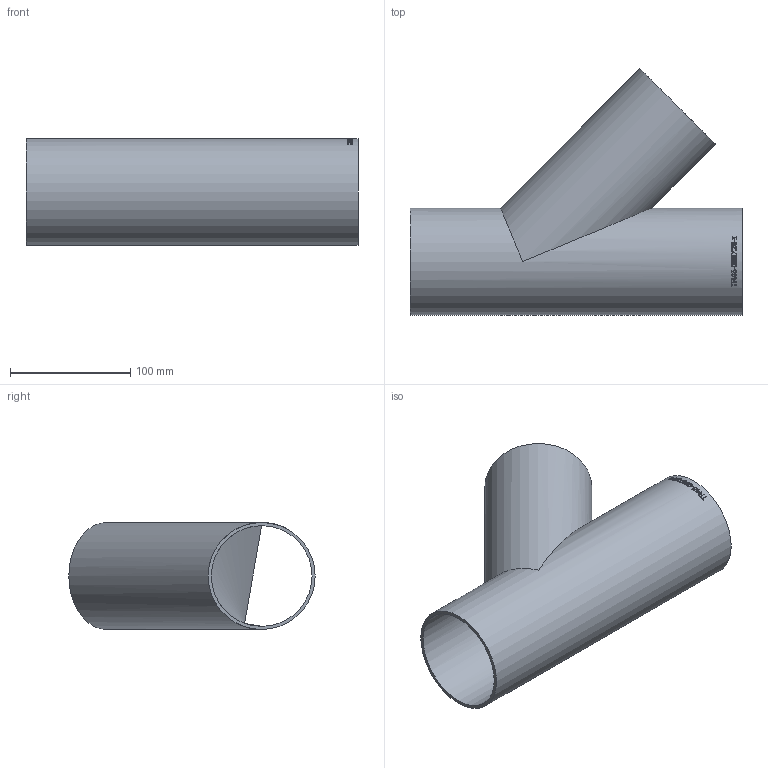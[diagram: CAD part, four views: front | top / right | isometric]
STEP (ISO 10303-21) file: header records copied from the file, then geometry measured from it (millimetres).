
FILE_DESCRIPTION (( 'STEP AP214' ), '1' );
FILE_NAME ('TR45-088X26-x T-Stück 45°geschweisst Ø88,9 L276 1911.STEP', '2019-11-14T13:42:48', ( '' ), ( '' ), 'SwSTEP 2.0', 'SolidWorks 2016', '' );
FILE_SCHEMA (( 'AUTOMOTIVE_DESIGN' ));
Length unit declared in the file: millimetre
Products named in the file (1): TR45-088X26-x T-Stück 45°geschweisst Ø88,9 L276  1911
Bounding box: 276 x 204.79 x 88.9 mm (x, y, z)
Volume: 268260.7 mm3; surface area: 208468 mm2
Topology: 1 solids, 1 shells, 195 faces, 522 edges, 348 vertices
Faces by surface type: bspline 116, plane 54, cylinder 25
Full cylindrical faces by diameter (mm): 83.7 x2, 88.9 x2
Entity records: 23321 total; most frequent: CARTESIAN_POINT 17481, ORIENTED_EDGE 1022, EDGE_CURVE 511, DIRECTION 374, B_SPLINE_CURVE_WITH_KNOTS 363, VERTEX_POINT 344, EDGE_LOOP 225, FACE_OUTER_BOUND 199
